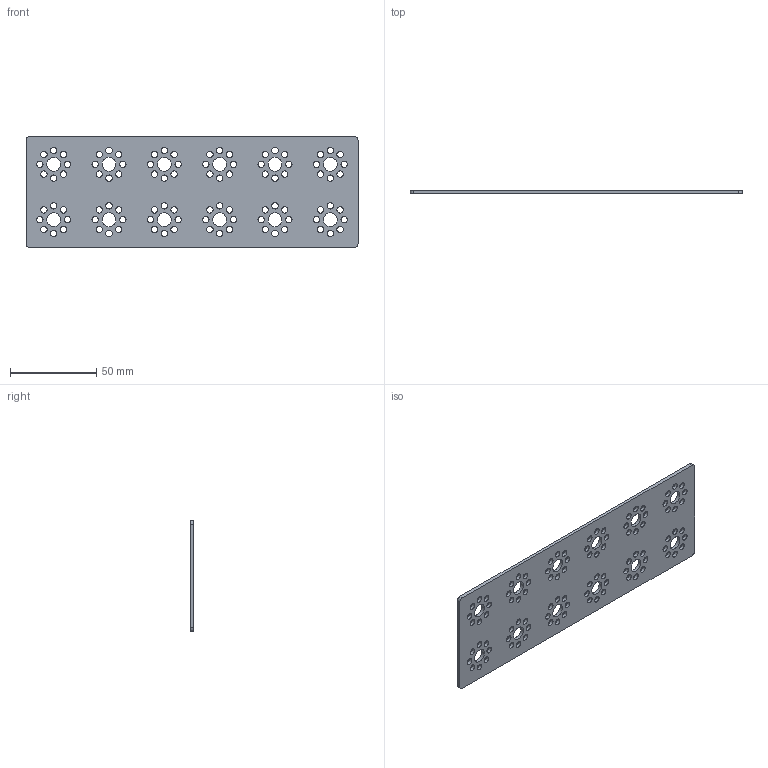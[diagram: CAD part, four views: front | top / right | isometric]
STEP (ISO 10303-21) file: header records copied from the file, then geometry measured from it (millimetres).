
FILE_DESCRIPTION(/* description */ (''),/* implementation_level */ '2;1');
FILE_NAME(/* name */ '39073_TXM-FlatBuildingPlates v1.step',/* time_stamp */ '2020-10-25T13:37:41-04:00',/* author */ (''),/* organization */ (''),/* preprocessor_version */ 'ST-DEVELOPER v18.1',/* originating_system */ 'Autodesk Translation Framework v9.3.0.1241',/* authorisation */ '');
FILE_SCHEMA (('AUTOMOTIVE_DESIGN { 1 0 10303 214 3 1 1 }'));
Length unit declared in the file: millimetre
Products named in the file (1): 39073_TXM-FlatBuildingPlates
Bounding box: 192 x 2 x 64 mm (x, y, z)
Volume: 21298.4 mm3; surface area: 25150.5 mm2
Topology: 1 solids, 1 shells, 118 faces, 348 edges, 232 vertices
Faces by surface type: cylinder 112, plane 6
Full cylindrical faces by diameter (mm): 3.7 x96, 8 x12
Entity records: 4541 total; most frequent: DIRECTION 810, CARTESIAN_POINT 699, ORIENTED_EDGE 696, EDGE_CURVE 348, AXIS2_PLACEMENT_3D 343, EDGE_LOOP 334, VERTEX_POINT 232, CIRCLE 224
